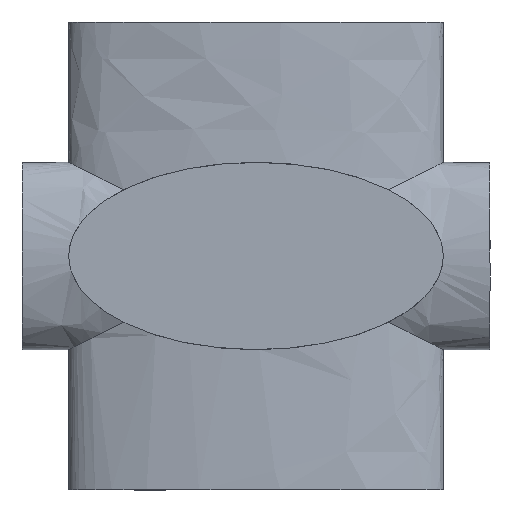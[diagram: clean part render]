
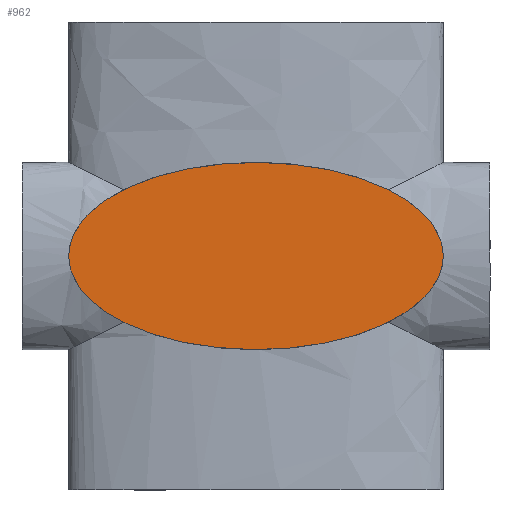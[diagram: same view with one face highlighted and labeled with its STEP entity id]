
A CAD part, front view. The second image highlights one B-rep face of the part: STEP entity #962.
In plain terms, the highlighted planar face has unit normal (0, -1, 0).
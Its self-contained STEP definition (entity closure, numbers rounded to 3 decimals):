
#61 = FACE_OUTER_BOUND ( 'NONE', #465, .T. ) ;
#64 = DIRECTION ( 'NONE',  ( 0., 0., 1. ) ) ;
#95 =( BOUNDED_CURVE ( )  B_SPLINE_CURVE ( 3, ( #236, #239, #412, #960 ),
 .UNSPECIFIED., .F., .F. ) 
 B_SPLINE_CURVE_WITH_KNOTS ( ( 4, 4 ),
 ( 0., 3.142 ),
 .UNSPECIFIED. ) 
 CURVE ( )  GEOMETRIC_REPRESENTATION_ITEM ( )  RATIONAL_B_SPLINE_CURVE ( ( 1., 0.333, 0.333, 1. ) ) 
 REPRESENTATION_ITEM ( '' )  );
#138 = CARTESIAN_POINT ( 'NONE',  ( 40., -50., 0. ) ) ;
#161 =( BOUNDED_CURVE ( )  B_SPLINE_CURVE ( 3, ( #814, #250, #421, #969 ),
 .UNSPECIFIED., .F., .T. ) 
 B_SPLINE_CURVE_WITH_KNOTS ( ( 4, 4 ),
 ( 3.142, 6.283 ),
 .UNSPECIFIED. ) 
 CURVE ( )  GEOMETRIC_REPRESENTATION_ITEM ( )  RATIONAL_B_SPLINE_CURVE ( ( 1., 0.333, 0.333, 1. ) ) 
 REPRESENTATION_ITEM ( '' )  );
#236 = CARTESIAN_POINT ( 'NONE',  ( 40., -50., 0. ) ) ;
#239 = CARTESIAN_POINT ( 'NONE',  ( 40., -50., -40. ) ) ;
#250 = CARTESIAN_POINT ( 'NONE',  ( -40., -50., 40. ) ) ;
#399 = ORIENTED_EDGE ( 'NONE', *, *, #428, .F. ) ;
#412 = CARTESIAN_POINT ( 'NONE',  ( -40., -50., -40. ) ) ;
#414 = VERTEX_POINT ( 'NONE', #726 ) ;
#421 = CARTESIAN_POINT ( 'NONE',  ( 40., -50., 40. ) ) ;
#428 = EDGE_CURVE ( 'NONE', #414, #973, #161, .T. ) ;
#465 = EDGE_LOOP ( 'NONE', ( #674, #399 ) ) ;
#550 = DIRECTION ( 'NONE',  ( 0., 1., 0. ) ) ;
#577 = EDGE_CURVE ( 'NONE', #973, #414, #95, .T. ) ;
#674 = ORIENTED_EDGE ( 'NONE', *, *, #577, .F. ) ;
#726 = CARTESIAN_POINT ( 'NONE',  ( -40., -50., 0. ) ) ;
#814 = CARTESIAN_POINT ( 'NONE',  ( -40., -50., 0. ) ) ;
#897 = AXIS2_PLACEMENT_3D ( 'NONE', #1012, #550, #64 ) ;
#941 = PLANE ( 'NONE',  #897 ) ;
#960 = CARTESIAN_POINT ( 'NONE',  ( -40., -50., 0. ) ) ;
#962 = ADVANCED_FACE ( 'NONE', ( #61 ), #941, .F. ) ;
#969 = CARTESIAN_POINT ( 'NONE',  ( 40., -50., 0. ) ) ;
#973 = VERTEX_POINT ( 'NONE', #138 ) ;
#1012 = CARTESIAN_POINT ( 'NONE',  ( 0., -50., 0. ) ) ;
